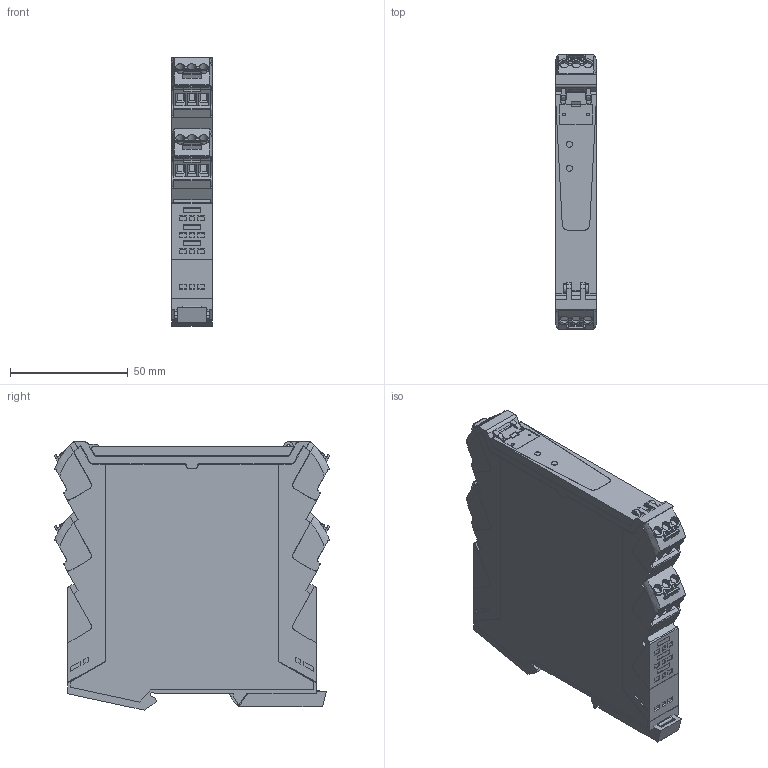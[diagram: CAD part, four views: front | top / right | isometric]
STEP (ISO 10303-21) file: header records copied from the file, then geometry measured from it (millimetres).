
FILE_DESCRIPTION(('CATIA V5 STEP Exchange','CAx-IF Rec.Pracs.--- Model Styling and Organization---1.4--- 2014-01-23'),'2;1');
FILE_NAME ('11044590_6', '2022-08-31T05:06:32+00:00', ('none'), ('Weidmueller'), 'CATIA Version 5-6 Release 2016 SP3 HF44', 'CATIA V5 STEP AP214', 'none');
FILE_SCHEMA(('AUTOMOTIVE_DESIGN { 1 0 10303 214 1 1 1 1 }'));
Products named in the file (1): ACT20P_CML_XXX_AO_RC_S
Bounding box: 17.5 x 117.21 x 114.02 mm (x, y, z)
Volume: 199420.7 mm3; surface area: 53828 mm2
Topology: 33 solids, 33 shells, 1493 faces, 4663 edges, 3290 vertices
Faces by surface type: plane 1104, cylinder 282, extrusion 77, revolution 16, bspline 8, sphere 6
Entity records: 54427 total; most frequent: CARTESIAN_POINT 13945, ORIENTED_EDGE 9318, DIRECTION 6035, EDGE_CURVE 4659, VERTEX_POINT 3290, VECTOR 3171, LINE 3094, AXIS2_PLACEMENT_3D 1721
